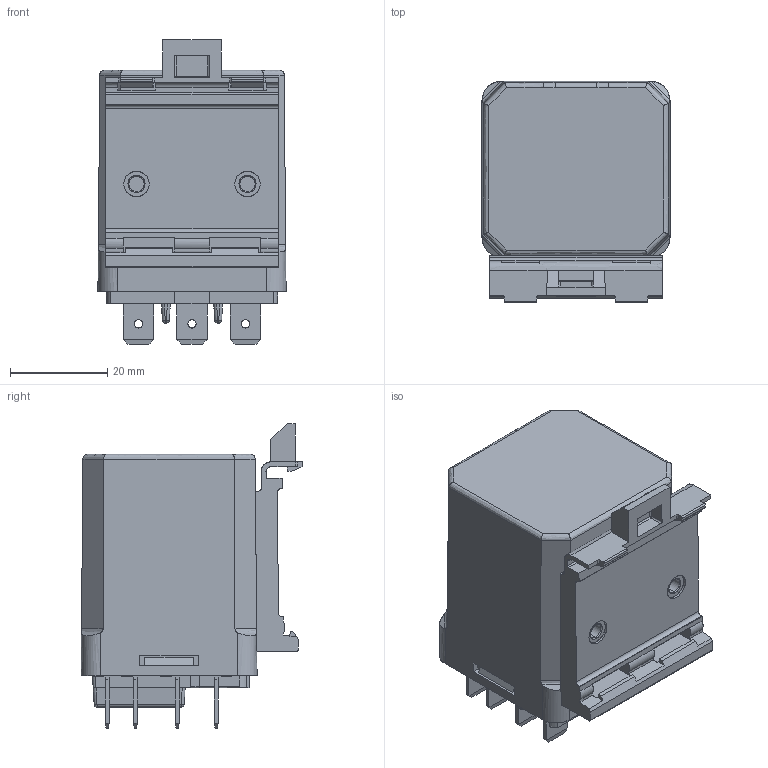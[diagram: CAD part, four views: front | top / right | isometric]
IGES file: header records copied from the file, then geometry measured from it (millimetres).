
Start section: SolidWorks IGES file using analytic representation for surfaces
Global section: file name: RUC 6,3x0,8 z adapterem pionowym.IGS; native system: SolidWorks 2016; preprocessor: SolidWorks 2016; author: pikusl; date: 160620.074636; units: millimetre
Bounding box: 38.65 x 45.57 x 62.57 mm (x, y, z)
Surface area: 24047 mm2 (no closed solid volume)
Topology: 0 solids, 0 shells, 727 faces, 6503 edges, 6495 vertices
Faces by surface type: bspline 539, revolution 188
